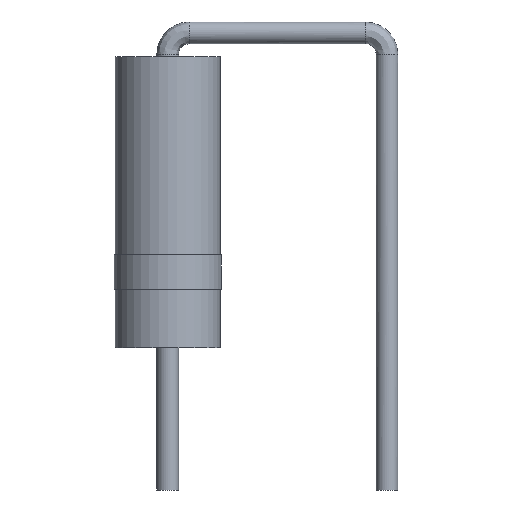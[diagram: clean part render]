
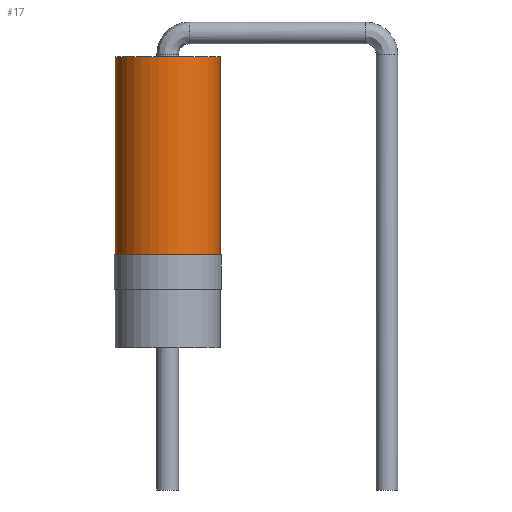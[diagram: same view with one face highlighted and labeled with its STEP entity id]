
A CAD part, front view. The second image highlights one B-rep face of the part: STEP entity #17.
In plain terms, the highlighted cylindrical face has radius 1.218 mm (diameter 2.435 mm), a full revolution.
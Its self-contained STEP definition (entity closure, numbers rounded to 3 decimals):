
#13=DIRECTION('',(0.,0.,1.));
#14=DIRECTION('',(1.,0.,0.));
#17=ADVANCED_FACE('',(#18),#40,.T.);
#18=FACE_BOUND('',#19,.T.);
#19=EDGE_LOOP('',(#20,#29,#34,#35));
#20=ORIENTED_EDGE('',*,*,#21,.T.);
#21=EDGE_CURVE('',#22,#24,#26,.T.);
#22=VERTEX_POINT('',#23);
#23=CARTESIAN_POINT('',(-1.323,0.,2.447));
#24=VERTEX_POINT('',#25);
#25=CARTESIAN_POINT('',(-1.323,0.,7.035));
#26=LINE('',#27,#28);
#27=CARTESIAN_POINT('',(-1.323,0.,0.3));
#28=VECTOR('',#13,1.);
#29=ORIENTED_EDGE('',*,*,#30,.F.);
#30=EDGE_CURVE('',#24,#24,#31,.T.);
#31=CIRCLE('',#32,1.218);
#32=AXIS2_PLACEMENT_3D('',#33,#13,#14);
#33=CARTESIAN_POINT('',(-2.54,0.,7.035));
#34=ORIENTED_EDGE('',*,*,#21,.F.);
#35=ORIENTED_EDGE('',*,*,#36,.T.);
#36=EDGE_CURVE('',#22,#22,#37,.T.);
#37=CIRCLE('',#38,1.218);
#38=AXIS2_PLACEMENT_3D('',#39,#13,#14);
#39=CARTESIAN_POINT('',(-2.54,0.,2.447));
#40=CYLINDRICAL_SURFACE('',#41,1.218);
#41=AXIS2_PLACEMENT_3D('',#42,#13,#14);
#42=CARTESIAN_POINT('',(-2.54,0.,0.3));
